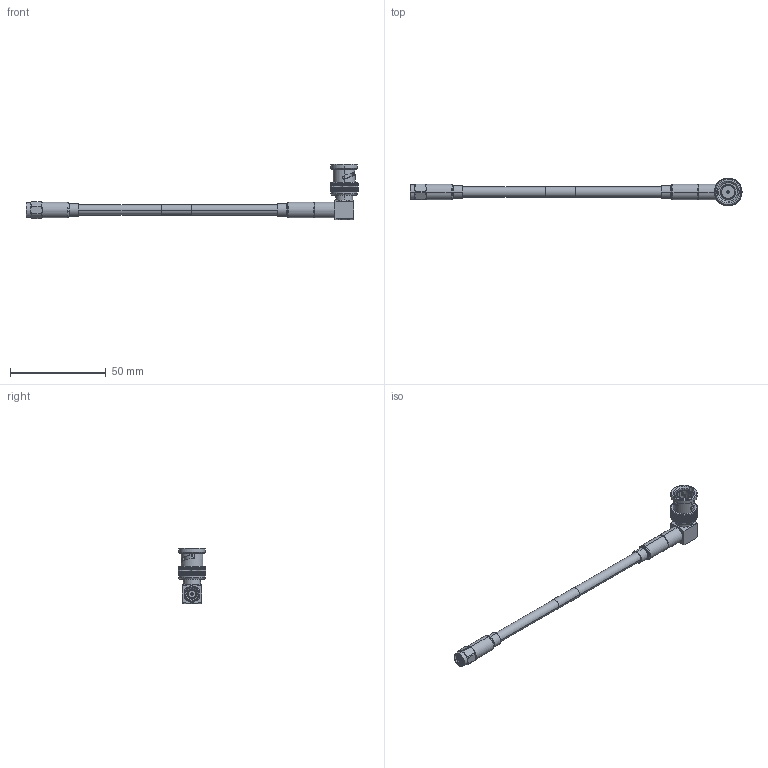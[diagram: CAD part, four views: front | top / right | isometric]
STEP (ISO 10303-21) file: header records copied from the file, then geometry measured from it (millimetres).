
FILE_DESCRIPTION (( 'STEP AP203' ), '1' );
FILE_NAME ('FMCA2689.STEP', '2022-03-09T16:26:32', ( '' ), ( '' ), 'SwSTEP 2.0', 'SolidWorks 2021', '' );
FILE_SCHEMA (( 'CONFIG_CONTROL_DESIGN' ));
Length unit declared in the file: millimetre
Products named in the file (8): RG223_with label; SC7050-MA1; CA-240-MA1_.75" Long; SC7050_SC7050 -RG223; FMCN1372; FMCA2689; SC7059-MA2; SC7050-MA3_SC7050 -RG223
Assembly tree (8 placements, depth 3):
  FMCA2689
    RG223_with label
    FMCN1372
    SC7050_SC7050 -RG223
      SC7050-MA1
      SC7059-MA2
      SC7050-MA3_SC7050 -RG223
    CA-240-MA1_.75" Long  x2
Bounding box: 173.19 x 14.5 x 28.96 mm (x, y, z)
Volume: 7067.5 mm3; surface area: 9094.9 mm2
Topology: 8 solids, 8 shells, 540 faces, 1413 edges, 909 vertices
Faces by surface type: plane 222, cylinder 213, cone 72, torus 23, bspline 10
Entity records: 17663 total; most frequent: CARTESIAN_POINT 3802, DIRECTION 2747, ORIENTED_EDGE 2738, EDGE_CURVE 1369, AXIS2_PLACEMENT_3D 992, VERTEX_POINT 885, VECTOR 763, LINE 763
